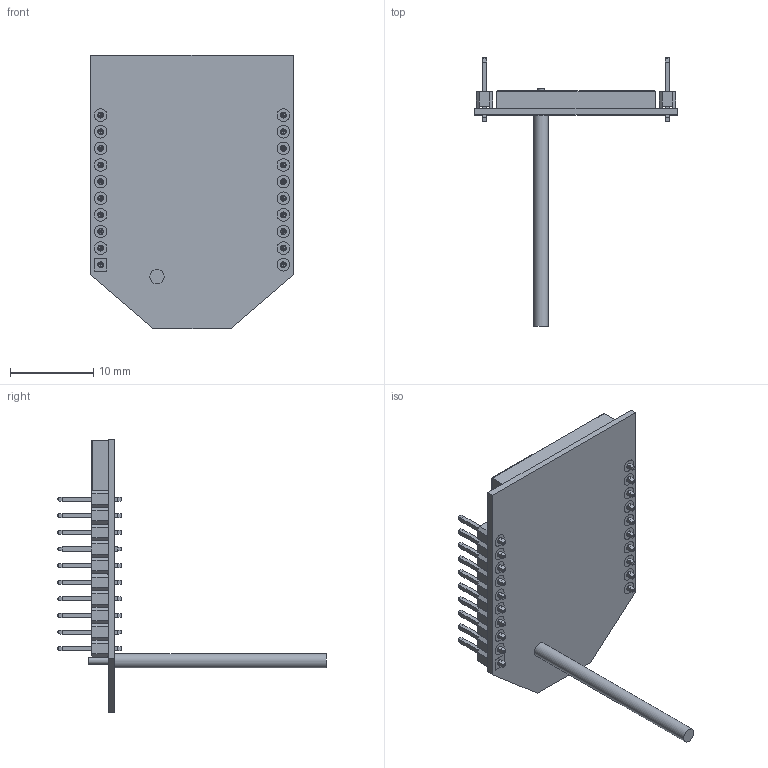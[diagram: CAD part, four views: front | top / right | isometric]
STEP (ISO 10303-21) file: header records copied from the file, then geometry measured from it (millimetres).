
FILE_DESCRIPTION(/* description */ ('STEP AP203','CAx-IF Rec.Pracs.---Representation and Presentation of Product Manufacturing Information (PMI)---4.0---2014-10-13'),/* implementation_level */ '2;1');
FILE_NAME(/* name */ 'XBPro-whip.step',/* time_stamp */ '2025-03-05T22:12:37-05:00',/* author */ (''),/* organization */ (''),/* preprocessor_version */ 'ST-DEVELOPER v20',/* originating_system */ 'Autodesk Translation Framework v13.20.0.188',/* authorisation */ '');
FILE_SCHEMA (('AP242_MANAGED_MODEL_BASED_3D_ENGINEERING_MIM_LF { 1 0 10303 442 1 1 4 }'));
Length unit declared in the file: inch
Products named in the file (6): XBPro-whip; XBP24_with_Pads; 1001557A; XBPro_shield; 2mmX10_straight; 2mmHeaderPin_straight
Assembly tree (15 placements, depth 3):
  XBPro-whip
    XBP24_with_Pads
    2mmX10_straight  x2
      2mmHeaderPin_straight
    1001557A
    XBPro_shield
Bounding box: 24.38 x 32.26 x 32.94 mm (x, y, z)
Volume: 1776.8 mm3; surface area: 3529.5 mm2
Topology: 23 solids, 23 shells, 1049 faces, 2242 edges, 1360 vertices
Faces by surface type: plane 745, cylinder 304
Full cylindrical faces by diameter (mm): 0.126 x20, 0.203 x20, 0.698 x5, 0.699 x15, 0.813 x1, 1.524 x38, 1.727 x1
Entity records: 4897 total; most frequent: DIRECTION 874, CARTESIAN_POINT 758, ORIENTED_EDGE 684, EDGE_CURVE 342, AXIS2_PLACEMENT_3D 336, EDGE_LOOP 260, VERTEX_POINT 220, LINE 202
